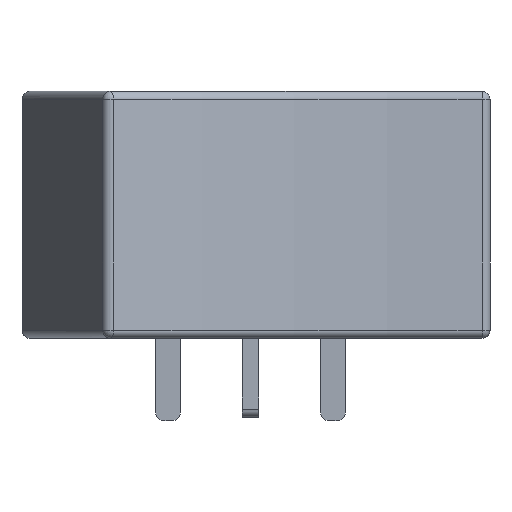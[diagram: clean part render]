
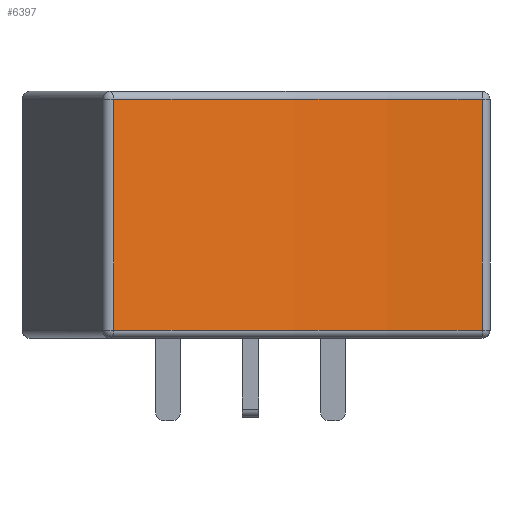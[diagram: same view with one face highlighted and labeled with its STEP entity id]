
A CAD part, left-side view. The second image highlights one B-rep face of the part: STEP entity #6397.
In plain terms, the highlighted cylindrical face has radius 31.115 mm (diameter 62.23 mm), a partial arc.
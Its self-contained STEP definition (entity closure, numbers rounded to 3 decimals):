
#5856 = VERTEX_POINT('',#5857);
#5857 = CARTESIAN_POINT('',(-9.871,4.224,-0.45));
#5893 = VERTEX_POINT('',#5894);
#5894 = CARTESIAN_POINT('',(-9.871,4.224,6.67));
#5937 = VERTEX_POINT('',#5938);
#5938 = CARTESIAN_POINT('',(-7.253,-7.146,-0.45));
#5961 = VERTEX_POINT('',#5962);
#5962 = CARTESIAN_POINT('',(-7.253,-7.146,6.67));
#6028 = EDGE_CURVE('',#5961,#5937,#6029,.T.);
#6029 = LINE('',#6030,#6031);
#6030 = CARTESIAN_POINT('',(-7.253,-7.146,6.67));
#6031 = VECTOR('',#6032,1.);
#6032 = DIRECTION('',(0.,0.,-1.));
#6050 = EDGE_CURVE('',#5893,#5961,#6051,.T.);
#6051 = CIRCLE('',#6052,31.115);
#6052 = AXIS2_PLACEMENT_3D('',#6053,#6054,#6055);
#6053 = CARTESIAN_POINT('',(-38.345,-8.319,6.67));
#6054 = DIRECTION('',(0.,0.,-1.));
#6055 = DIRECTION('',(0.974,0.224,0.)
  );
#6074 = EDGE_CURVE('',#5937,#5856,#6075,.T.);
#6075 = CIRCLE('',#6076,31.115);
#6076 = AXIS2_PLACEMENT_3D('',#6077,#6078,#6079);
#6077 = CARTESIAN_POINT('',(-38.345,-8.319,-0.45));
#6078 = DIRECTION('',(0.,0.,1.));
#6079 = DIRECTION('',(0.974,0.224,0.)
  );
#6137 = EDGE_CURVE('',#5856,#5893,#6138,.T.);
#6138 = LINE('',#6139,#6140);
#6139 = CARTESIAN_POINT('',(-9.871,4.224,-0.45));
#6140 = VECTOR('',#6141,1.);
#6141 = DIRECTION('',(-0.,0.,1.));
#6397 = ADVANCED_FACE('',(#6398),#6404,.F.);
#6398 = FACE_BOUND('',#6399,.F.);
#6399 = EDGE_LOOP('',(#6400,#6401,#6402,#6403));
#6400 = ORIENTED_EDGE('',*,*,#6074,.T.);
#6401 = ORIENTED_EDGE('',*,*,#6137,.T.);
#6402 = ORIENTED_EDGE('',*,*,#6050,.T.);
#6403 = ORIENTED_EDGE('',*,*,#6028,.T.);
#6404 = CYLINDRICAL_SURFACE('',#6405,31.115);
#6405 = AXIS2_PLACEMENT_3D('',#6406,#6407,#6408);
#6406 = CARTESIAN_POINT('',(-38.345,-8.319,-0.806));
#6407 = DIRECTION('',(-0.,0.,1.));
#6408 = DIRECTION('',(-1.,-0.03,
    0.));
